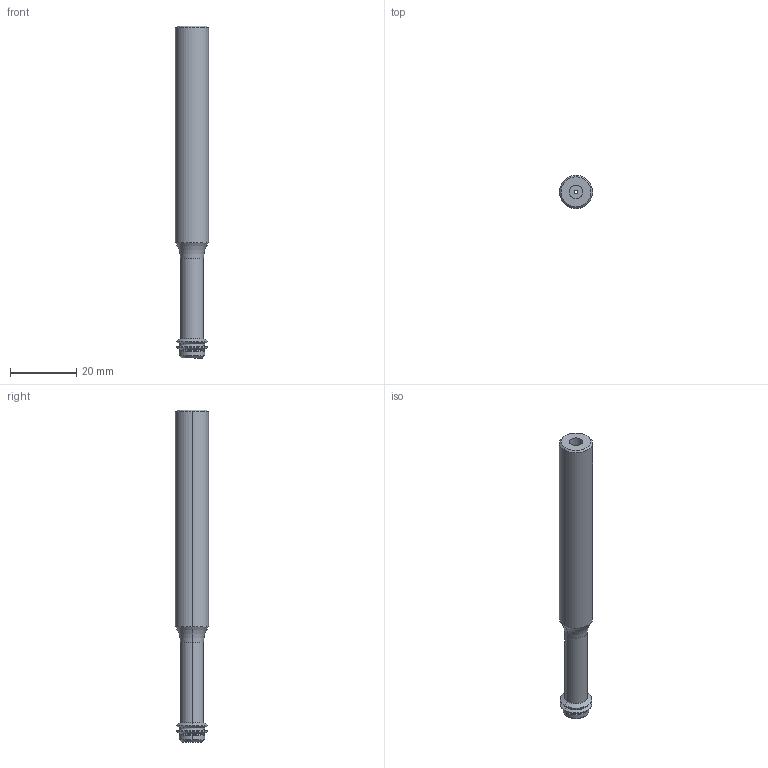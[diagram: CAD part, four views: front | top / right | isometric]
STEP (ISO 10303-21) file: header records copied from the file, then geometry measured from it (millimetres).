
FILE_DESCRIPTION (( 'STEP AP203' ), '1' );
FILE_NAME ('308710.STEP', '2023-06-06T08:59:56', ( '' ), ( '' ), 'SwSTEP 2.0', 'SolidWorks 2022', '' );
FILE_SCHEMA (( 'CONFIG_CONTROL_DESIGN' ));
Length unit declared in the file: millimetre
Products named in the file (1): 308710
Bounding box: 10 x 10 x 100 mm (x, y, z)
Volume: 6011.2 mm3; surface area: 3709.6 mm2
Topology: 1 solids, 1 shells, 39 faces, 78 edges, 42 vertices
Faces by surface type: cylinder 16, cone 14, torus 6, plane 3
Entity records: 1081 total; most frequent: DIRECTION 206, CARTESIAN_POINT 160, ORIENTED_EDGE 156, AXIS2_PLACEMENT_3D 88, EDGE_CURVE 78, CIRCLE 48, EDGE_LOOP 42, VERTEX_POINT 42
